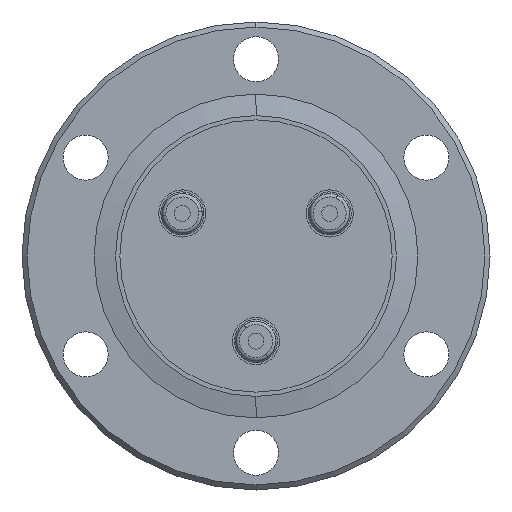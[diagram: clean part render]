
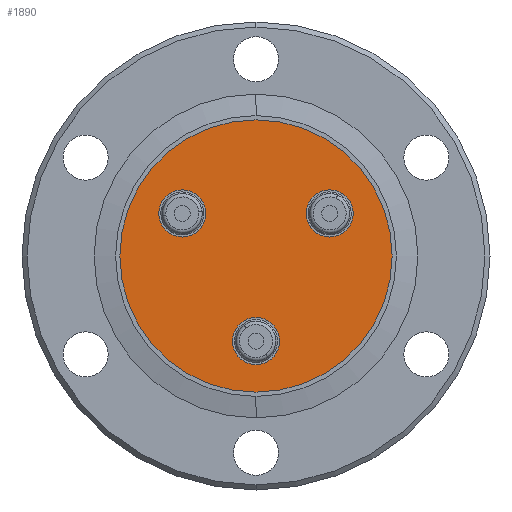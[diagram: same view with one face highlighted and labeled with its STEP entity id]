
A CAD part, front view. The second image highlights one B-rep face of the part: STEP entity #1890.
In plain terms, the highlighted planar face has unit normal (0, -1, 0).
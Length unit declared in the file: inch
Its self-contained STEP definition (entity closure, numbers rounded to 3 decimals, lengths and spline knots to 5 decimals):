
#14 = AXIS2_PLACEMENT_3D ( 'NONE', #254, #255, #256 ) ;
#135 = CIRCLE ( 'NONE', #14, 0.8 ) ;
#218 = AXIS2_PLACEMENT_3D ( 'NONE', #523, #517, #528 ) ;
#254 = CARTESIAN_POINT ( 'NONE',  ( 0., 1.01312, 0. ) ) ;
#255 = DIRECTION ( 'NONE',  ( 0., -1., 0. ) ) ;
#256 = DIRECTION ( 'NONE',  ( 0., 0., 1. ) ) ;
#337 = EDGE_CURVE ( 'NONE', #2847, #2838, #135, .T. ) ;
#394 = CARTESIAN_POINT ( 'NONE',  ( 0.43301, 1.01312, 0.25 ) ) ;
#395 = DIRECTION ( 'NONE',  ( 0., 1., 0. ) ) ;
#396 = DIRECTION ( 'NONE',  ( 0., 0., 1. ) ) ;
#450 = CARTESIAN_POINT ( 'NONE',  ( 0.43301, 1.01312, 0.25 ) ) ;
#451 = DIRECTION ( 'NONE',  ( 0., 1., 0. ) ) ;
#452 = DIRECTION ( 'NONE',  ( 0., 0., 1. ) ) ;
#515 = FACE_BOUND ( 'NONE', #5203, .T. ) ;
#517 = DIRECTION ( 'NONE',  ( 0., -1., 0. ) ) ;
#523 = CARTESIAN_POINT ( 'NONE',  ( 0., 1.01312, 0. ) ) ;
#524 = FACE_OUTER_BOUND ( 'NONE', #5202, .T. ) ;
#525 = FACE_BOUND ( 'NONE', #5200, .T. ) ;
#526 = FACE_BOUND ( 'NONE', #5188, .T. ) ;
#527 = PLANE ( 'NONE',  #218 ) ;
#528 = DIRECTION ( 'NONE',  ( 0., 0., 1. ) ) ;
#574 = CARTESIAN_POINT ( 'NONE',  ( -0.43301, 1.01312, 0.25 ) ) ;
#575 = DIRECTION ( 'NONE',  ( 0., 1., 0. ) ) ;
#576 = DIRECTION ( 'NONE',  ( 0., 0., 1. ) ) ;
#581 = CARTESIAN_POINT ( 'NONE',  ( 0., 1.01312, -0.5 ) ) ;
#582 = DIRECTION ( 'NONE',  ( 0., 1., 0. ) ) ;
#583 = DIRECTION ( 'NONE',  ( 0., 0., 1. ) ) ;
#820 = CARTESIAN_POINT ( 'NONE',  ( 0., 1.01312, -0.5 ) ) ;
#821 = DIRECTION ( 'NONE',  ( 0., 1., 0. ) ) ;
#822 = DIRECTION ( 'NONE',  ( 0., 0., 1. ) ) ;
#1104 = EDGE_CURVE ( 'NONE', #2810, #2813, #4493, .T. ) ;
#1166 = EDGE_CURVE ( 'NONE', #2905, #2824, #2059, .T. ) ;
#1874 = EDGE_CURVE ( 'NONE', #2824, #2905, #2102, .T. ) ;
#1890 = ADVANCED_FACE ( 'NONE', ( #515, #524, #525, #526 ), #527, .T. ) ;
#1902 = EDGE_CURVE ( 'NONE', #2814, #2811, #3368, .T. ) ;
#1904 = EDGE_CURVE ( 'NONE', #2813, #2810, #3366, .T. ) ;
#2018 = EDGE_CURVE ( 'NONE', #2838, #2847, #3419, .T. ) ;
#2033 = AXIS2_PLACEMENT_3D ( 'NONE', #394, #395, #396 ) ;
#2059 = CIRCLE ( 'NONE', #2033, 0.1385 ) ;
#2088 = AXIS2_PLACEMENT_3D ( 'NONE', #450, #451, #452 ) ;
#2102 = CIRCLE ( 'NONE', #2088, 0.1385 ) ;
#2150 = EDGE_CURVE ( 'NONE', #2811, #2814, #3457, .T. ) ;
#2810 = VERTEX_POINT ( 'NONE', #3124 ) ;
#2811 = VERTEX_POINT ( 'NONE', #3125 ) ;
#2813 = VERTEX_POINT ( 'NONE', #3127 ) ;
#2814 = VERTEX_POINT ( 'NONE', #3128 ) ;
#2824 = VERTEX_POINT ( 'NONE', #3138 ) ;
#2838 = VERTEX_POINT ( 'NONE', #3152 ) ;
#2847 = VERTEX_POINT ( 'NONE', #3161 ) ;
#2905 = VERTEX_POINT ( 'NONE', #3219 ) ;
#3124 = CARTESIAN_POINT ( 'NONE',  ( 0., 1.01312, -0.3615 ) ) ;
#3125 = CARTESIAN_POINT ( 'NONE',  ( -0.43301, 1.01312, 0.3885 ) ) ;
#3127 = CARTESIAN_POINT ( 'NONE',  ( 0., 1.01312, -0.6385 ) ) ;
#3128 = CARTESIAN_POINT ( 'NONE',  ( -0.43301, 1.01312, 0.1115 ) ) ;
#3138 = CARTESIAN_POINT ( 'NONE',  ( 0.43301, 1.01312, 0.1115 ) ) ;
#3152 = CARTESIAN_POINT ( 'NONE',  ( 0., 1.01312, -0.8 ) ) ;
#3161 = CARTESIAN_POINT ( 'NONE',  ( 0., 1.01312, 0.8 ) ) ;
#3219 = CARTESIAN_POINT ( 'NONE',  ( 0.43301, 1.01312, 0.3885 ) ) ;
#3366 = CIRCLE ( 'NONE', #3378, 0.1385 ) ;
#3368 = CIRCLE ( 'NONE', #3374, 0.1385 ) ;
#3374 = AXIS2_PLACEMENT_3D ( 'NONE', #574, #575, #576 ) ;
#3378 = AXIS2_PLACEMENT_3D ( 'NONE', #581, #582, #583 ) ;
#3419 = CIRCLE ( 'NONE', #3422, 0.8 ) ;
#3422 = AXIS2_PLACEMENT_3D ( 'NONE', #3898, #3900, #3902 ) ;
#3457 = CIRCLE ( 'NONE', #3461, 0.1385 ) ;
#3461 = AXIS2_PLACEMENT_3D ( 'NONE', #4060, #4061, #4062 ) ;
#3898 = CARTESIAN_POINT ( 'NONE',  ( 0., 1.01312, 0. ) ) ;
#3900 = DIRECTION ( 'NONE',  ( 0., -1., 0. ) ) ;
#3902 = DIRECTION ( 'NONE',  ( 0., 0., 1. ) ) ;
#4060 = CARTESIAN_POINT ( 'NONE',  ( -0.43301, 1.01312, 0.25 ) ) ;
#4061 = DIRECTION ( 'NONE',  ( 0., 1., 0. ) ) ;
#4062 = DIRECTION ( 'NONE',  ( 0., 0., 1. ) ) ;
#4351 = ORIENTED_EDGE ( 'NONE', *, *, #2150, .T. ) ;
#4352 = ORIENTED_EDGE ( 'NONE', *, *, #1902, .T. ) ;
#4353 = ORIENTED_EDGE ( 'NONE', *, *, #337, .T. ) ;
#4354 = ORIENTED_EDGE ( 'NONE', *, *, #2018, .T. ) ;
#4355 = ORIENTED_EDGE ( 'NONE', *, *, #1166, .T. ) ;
#4356 = ORIENTED_EDGE ( 'NONE', *, *, #1874, .T. ) ;
#4357 = ORIENTED_EDGE ( 'NONE', *, *, #1104, .T. ) ;
#4358 = ORIENTED_EDGE ( 'NONE', *, *, #1904, .T. ) ;
#4492 = AXIS2_PLACEMENT_3D ( 'NONE', #820, #821, #822 ) ;
#4493 = CIRCLE ( 'NONE', #4492, 0.1385 ) ;
#5188 = EDGE_LOOP ( 'NONE', ( #4357, #4358 ) ) ;
#5200 = EDGE_LOOP ( 'NONE', ( #4355, #4356 ) ) ;
#5202 = EDGE_LOOP ( 'NONE', ( #4353, #4354 ) ) ;
#5203 = EDGE_LOOP ( 'NONE', ( #4351, #4352 ) ) ;
